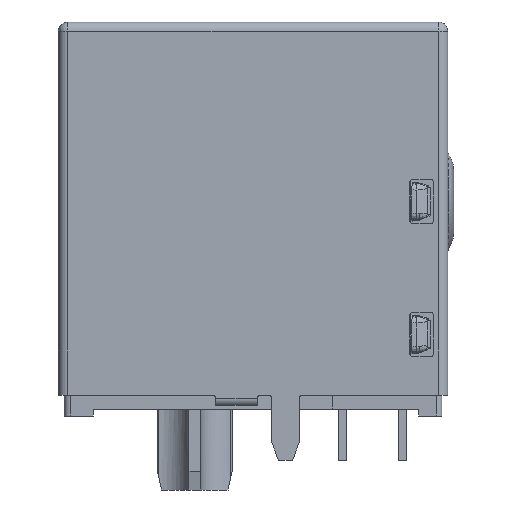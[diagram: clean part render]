
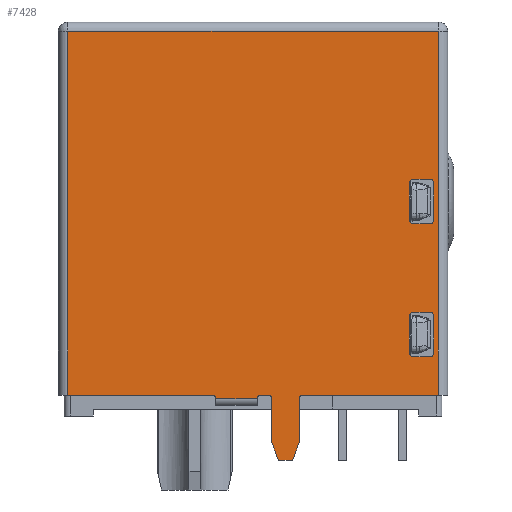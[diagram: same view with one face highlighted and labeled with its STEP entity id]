
A CAD part, left-side view. The second image highlights one B-rep face of the part: STEP entity #7428.
In plain terms, the highlighted planar face has unit normal (-1, 0, 0).
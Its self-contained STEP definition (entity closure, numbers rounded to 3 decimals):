
#355=DIRECTION('',(0.,0.,1.));
#356=VECTOR('',#355,1.6);
#357=CARTESIAN_POINT('',(-8.025,-6.7,-8.5));
#358=LINE('',#357,#356);
#359=CARTESIAN_POINT('',(-8.025,-6.85,-8.5));
#360=DIRECTION('',(1.,0.,0.));
#361=DIRECTION('',(0.,0.,-1.));
#362=AXIS2_PLACEMENT_3D('',#359,#360,#361);
#364=DIRECTION('',(0.,1.,0.));
#365=VECTOR('',#364,0.75);
#366=CARTESIAN_POINT('',(-8.025,-7.6,-8.65));
#367=LINE('',#366,#365);
#368=CARTESIAN_POINT('',(-8.025,-7.6,-8.5));
#369=DIRECTION('',(1.,0.,0.));
#370=DIRECTION('',(0.,-1.,0.));
#371=AXIS2_PLACEMENT_3D('',#368,#369,#370);
#373=DIRECTION('',(0.,0.,-1.));
#374=VECTOR('',#373,1.6);
#375=CARTESIAN_POINT('',(-8.025,-7.75,-6.9));
#376=LINE('',#375,#374);
#377=CARTESIAN_POINT('',(-8.025,-7.6,-6.9));
#378=DIRECTION('',(1.,0.,0.));
#379=DIRECTION('',(0.,0.,1.));
#380=AXIS2_PLACEMENT_3D('',#377,#378,#379);
#382=DIRECTION('',(0.,-1.,0.));
#383=VECTOR('',#382,0.75);
#384=CARTESIAN_POINT('',(-8.025,-6.85,-6.75));
#385=LINE('',#384,#383);
#386=CARTESIAN_POINT('',(-8.025,-6.85,-6.9));
#387=DIRECTION('',(1.,0.,0.));
#388=DIRECTION('',(0.,1.,0.));
#389=AXIS2_PLACEMENT_3D('',#386,#387,#388);
#391=DIRECTION('',(0.,0.,-1.));
#392=VECTOR('',#391,1.6);
#393=CARTESIAN_POINT('',(-8.025,-7.75,-12.6));
#394=LINE('',#393,#392);
#395=CARTESIAN_POINT('',(-8.025,-7.6,-12.6));
#396=DIRECTION('',(1.,0.,0.));
#397=DIRECTION('',(0.,0.,1.));
#398=AXIS2_PLACEMENT_3D('',#395,#396,#397);
#400=DIRECTION('',(0.,-1.,0.));
#401=VECTOR('',#400,0.75);
#402=CARTESIAN_POINT('',(-8.025,-6.85,-12.45));
#403=LINE('',#402,#401);
#404=CARTESIAN_POINT('',(-8.025,-6.85,-12.6));
#405=DIRECTION('',(1.,0.,0.));
#406=DIRECTION('',(0.,1.,0.));
#407=AXIS2_PLACEMENT_3D('',#404,#405,#406);
#409=DIRECTION('',(0.,0.,1.));
#410=VECTOR('',#409,1.6);
#411=CARTESIAN_POINT('',(-8.025,-6.7,-14.2));
#412=LINE('',#411,#410);
#413=CARTESIAN_POINT('',(-8.025,-6.85,-14.2));
#414=DIRECTION('',(1.,0.,0.));
#415=DIRECTION('',(0.,0.,-1.));
#416=AXIS2_PLACEMENT_3D('',#413,#414,#415);
#418=DIRECTION('',(0.,1.,0.));
#419=VECTOR('',#418,0.75);
#420=CARTESIAN_POINT('',(-8.025,-7.6,-14.35));
#421=LINE('',#420,#419);
#422=CARTESIAN_POINT('',(-8.025,-7.6,-14.2));
#423=DIRECTION('',(1.,0.,0.));
#424=DIRECTION('',(0.,-1.,0.));
#425=AXIS2_PLACEMENT_3D('',#422,#423,#424);
#427=DIRECTION('',(0.,0.,-1.));
#428=VECTOR('',#427,15.6);
#429=CARTESIAN_POINT('',(-8.025,-7.95,-0.4));
#430=LINE('',#429,#428);
#431=DIRECTION('',(0.,-1.,0.));
#432=VECTOR('',#431,5.81);
#433=CARTESIAN_POINT('',(-8.025,-2.14,-16.));
#434=LINE('',#433,#432);
#435=DIRECTION('',(0.,0.351,-0.936));
#436=VECTOR('',#435,0.854);
#437=CARTESIAN_POINT('',(-8.025,-1.99,-18.));
#438=LINE('',#437,#436);
#439=DIRECTION('',(0.,1.,0.));
#440=VECTOR('',#439,0.6);
#441=CARTESIAN_POINT('',(-8.025,-1.69,-18.8));
#442=LINE('',#441,#440);
#443=DIRECTION('',(0.,0.351,0.936));
#444=VECTOR('',#443,0.854);
#445=CARTESIAN_POINT('',(-8.025,-1.09,-18.8));
#446=LINE('',#445,#444);
#447=DIRECTION('',(0.,-1.,0.));
#448=VECTOR('',#447,0.3);
#449=CARTESIAN_POINT('',(-8.025,-0.34,-16.));
#450=LINE('',#449,#448);
#451=DIRECTION('',(0.,-1.,0.));
#452=VECTOR('',#451,1.8);
#453=CARTESIAN_POINT('',(-8.025,1.61,-16.15));
#454=LINE('',#453,#452);
#455=DIRECTION('',(0.,-1.,0.));
#456=VECTOR('',#455,6.19);
#457=CARTESIAN_POINT('',(-8.025,7.95,-16.));
#458=LINE('',#457,#456);
#459=DIRECTION('',(0.,0.,-1.));
#460=VECTOR('',#459,15.6);
#461=CARTESIAN_POINT('',(-8.025,7.95,-0.4));
#462=LINE('',#461,#460);
#463=DIRECTION('',(0.,-1.,0.));
#464=VECTOR('',#463,15.9);
#465=CARTESIAN_POINT('',(-8.025,7.95,-0.4));
#466=LINE('',#465,#464);
#4469=CARTESIAN_POINT('',(-8.025,-0.34,-16.15));
#4470=DIRECTION('',(1.,0.,0.));
#4471=DIRECTION('',(0.,1.,0.));
#4472=AXIS2_PLACEMENT_3D('',#4469,#4470,#4471);
#4474=CARTESIAN_POINT('',(-8.025,1.76,-16.15));
#4475=DIRECTION('',(1.,0.,0.));
#4476=DIRECTION('',(0.,0.,1.));
#4477=AXIS2_PLACEMENT_3D('',#4474,#4475,#4476);
#5688=CARTESIAN_POINT('',(-8.025,-0.64,-16.15));
#5689=DIRECTION('',(1.,0.,0.));
#5690=DIRECTION('',(0.,0.,1.));
#5691=AXIS2_PLACEMENT_3D('',#5688,#5689,#5690);
#5702=DIRECTION('',(0.,0.,-1.));
#5703=VECTOR('',#5702,1.85);
#5704=CARTESIAN_POINT('',(-8.025,-0.79,-16.15));
#5705=LINE('',#5704,#5703);
#5734=DIRECTION('',(0.,0.,1.));
#5735=VECTOR('',#5734,1.85);
#5736=CARTESIAN_POINT('',(-8.025,-1.99,-18.));
#5737=LINE('',#5736,#5735);
#5743=CARTESIAN_POINT('',(-8.025,-2.14,-16.15));
#5744=DIRECTION('',(1.,0.,0.));
#5745=DIRECTION('',(0.,1.,0.));
#5746=AXIS2_PLACEMENT_3D('',#5743,#5744,#5745);
#6110=CARTESIAN_POINT('',(-8.025,-1.69,-18.8));
#6111=CARTESIAN_POINT('',(-8.025,-1.09,-18.8));
#6112=VERTEX_POINT('',#6110);
#6113=VERTEX_POINT('',#6111);
#6118=CARTESIAN_POINT('',(-8.025,-1.99,-18.));
#6119=VERTEX_POINT('',#6118);
#6120=CARTESIAN_POINT('',(-8.025,-0.79,-18.));
#6121=VERTEX_POINT('',#6120);
#6534=CARTESIAN_POINT('',(-8.025,-7.95,-0.4));
#6535=CARTESIAN_POINT('',(-8.025,-7.95,-16.));
#6536=VERTEX_POINT('',#6534);
#6537=VERTEX_POINT('',#6535);
#6542=CARTESIAN_POINT('',(-8.025,7.95,-0.4));
#6543=VERTEX_POINT('',#6542);
#6548=CARTESIAN_POINT('',(-8.025,7.95,-16.));
#6549=VERTEX_POINT('',#6548);
#6614=CARTESIAN_POINT('',(-8.025,-0.64,-16.));
#6616=VERTEX_POINT('',#6614);
#6618=CARTESIAN_POINT('',(-8.025,-0.79,-16.15));
#6620=VERTEX_POINT('',#6618);
#6623=CARTESIAN_POINT('',(-8.025,-2.14,-16.));
#6625=VERTEX_POINT('',#6623);
#6627=CARTESIAN_POINT('',(-8.025,-1.99,-16.15));
#6629=VERTEX_POINT('',#6627);
#6632=CARTESIAN_POINT('',(-8.025,-0.34,-16.));
#6633=VERTEX_POINT('',#6632);
#6852=CARTESIAN_POINT('',(-8.025,-6.7,-8.5));
#6853=VERTEX_POINT('',#6852);
#6854=CARTESIAN_POINT('',(-8.025,-6.7,-6.9));
#6855=VERTEX_POINT('',#6854);
#6856=CARTESIAN_POINT('',(-8.025,-6.85,-6.75));
#6857=VERTEX_POINT('',#6856);
#6858=CARTESIAN_POINT('',(-8.025,-7.6,-6.75));
#6859=VERTEX_POINT('',#6858);
#6860=CARTESIAN_POINT('',(-8.025,-7.75,-6.9));
#6861=VERTEX_POINT('',#6860);
#6862=CARTESIAN_POINT('',(-8.025,-7.75,-8.5));
#6863=VERTEX_POINT('',#6862);
#6864=CARTESIAN_POINT('',(-8.025,-7.6,-8.65));
#6865=VERTEX_POINT('',#6864);
#6866=CARTESIAN_POINT('',(-8.025,-6.85,-8.65));
#6867=VERTEX_POINT('',#6866);
#6868=CARTESIAN_POINT('',(-8.025,-7.75,-12.6));
#6869=VERTEX_POINT('',#6868);
#6870=CARTESIAN_POINT('',(-8.025,-7.75,-14.2));
#6871=VERTEX_POINT('',#6870);
#6872=CARTESIAN_POINT('',(-8.025,-7.6,-14.35));
#6873=VERTEX_POINT('',#6872);
#6874=CARTESIAN_POINT('',(-8.025,-6.85,-14.35));
#6875=VERTEX_POINT('',#6874);
#6876=CARTESIAN_POINT('',(-8.025,-6.7,-14.2));
#6877=VERTEX_POINT('',#6876);
#6878=CARTESIAN_POINT('',(-8.025,-6.7,-12.6));
#6879=VERTEX_POINT('',#6878);
#6880=CARTESIAN_POINT('',(-8.025,-6.85,-12.45));
#6881=VERTEX_POINT('',#6880);
#6882=CARTESIAN_POINT('',(-8.025,-7.6,-12.45));
#6883=VERTEX_POINT('',#6882);
#7166=CARTESIAN_POINT('',(-8.025,1.76,-16.));
#7168=VERTEX_POINT('',#7166);
#7170=CARTESIAN_POINT('',(-8.025,1.61,-16.15));
#7172=VERTEX_POINT('',#7170);
#7177=CARTESIAN_POINT('',(-8.025,-0.19,
-16.15));
#7179=VERTEX_POINT('',#7177);
#7355=CARTESIAN_POINT('',(-8.025,8.35,0.));
#7356=DIRECTION('',(-1.,0.,0.));
#7357=DIRECTION('',(0.,-1.,0.));
#7358=AXIS2_PLACEMENT_3D('',#7355,#7356,#7357);
#7359=PLANE('',#7358);
#7361=ORIENTED_EDGE('',*,*,#7360,.T.);
#7363=ORIENTED_EDGE('',*,*,#7362,.F.);
#7365=ORIENTED_EDGE('',*,*,#7364,.F.);
#7367=ORIENTED_EDGE('',*,*,#7366,.F.);
#7369=ORIENTED_EDGE('',*,*,#7368,.T.);
#7371=ORIENTED_EDGE('',*,*,#7370,.T.);
#7373=ORIENTED_EDGE('',*,*,#7372,.T.);
#7375=ORIENTED_EDGE('',*,*,#7374,.F.);
#7377=ORIENTED_EDGE('',*,*,#7376,.F.);
#7379=ORIENTED_EDGE('',*,*,#7378,.F.);
#7381=ORIENTED_EDGE('',*,*,#7380,.F.);
#7383=ORIENTED_EDGE('',*,*,#7382,.F.);
#7385=ORIENTED_EDGE('',*,*,#7384,.F.);
#7387=ORIENTED_EDGE('',*,*,#7386,.F.);
#7388=ORIENTED_EDGE('',*,*,#7322,.F.);
#7389=ORIENTED_EDGE('',*,*,#7346,.T.);
#7390=EDGE_LOOP('',(#7361,#7363,#7365,#7367,#7369,#7371,#7373,#7375,#7377,#7379,
#7381,#7383,#7385,#7387,#7388,#7389));
#7391=FACE_OUTER_BOUND('',#7390,.F.);
#7393=ORIENTED_EDGE('',*,*,#7392,.F.);
#7395=ORIENTED_EDGE('',*,*,#7394,.F.);
#7397=ORIENTED_EDGE('',*,*,#7396,.F.);
#7399=ORIENTED_EDGE('',*,*,#7398,.F.);
#7401=ORIENTED_EDGE('',*,*,#7400,.F.);
#7403=ORIENTED_EDGE('',*,*,#7402,.F.);
#7405=ORIENTED_EDGE('',*,*,#7404,.F.);
#7407=ORIENTED_EDGE('',*,*,#7406,.F.);
#7408=EDGE_LOOP('',(#7393,#7395,#7397,#7399,#7401,#7403,#7405,#7407));
#7409=FACE_BOUND('',#7408,.F.);
#7411=ORIENTED_EDGE('',*,*,#7410,.F.);
#7413=ORIENTED_EDGE('',*,*,#7412,.F.);
#7415=ORIENTED_EDGE('',*,*,#7414,.F.);
#7417=ORIENTED_EDGE('',*,*,#7416,.F.);
#7419=ORIENTED_EDGE('',*,*,#7418,.F.);
#7421=ORIENTED_EDGE('',*,*,#7420,.F.);
#7423=ORIENTED_EDGE('',*,*,#7422,.F.);
#7425=ORIENTED_EDGE('',*,*,#7424,.F.);
#7426=EDGE_LOOP('',(#7411,#7413,#7415,#7417,#7419,#7421,#7423,#7425));
#7427=FACE_BOUND('',#7426,.F.);
#363=CIRCLE('',#362,0.15);
#372=CIRCLE('',#371,0.15);
#381=CIRCLE('',#380,0.15);
#390=CIRCLE('',#389,0.15);
#399=CIRCLE('',#398,0.15);
#408=CIRCLE('',#407,0.15);
#417=CIRCLE('',#416,0.15);
#426=CIRCLE('',#425,0.15);
#4473=CIRCLE('',#4472,0.15);
#4478=CIRCLE('',#4477,0.15);
#5692=CIRCLE('',#5691,0.15);
#5747=CIRCLE('',#5746,0.15);
#7322=EDGE_CURVE('',#6543,#6549,#462,.T.);
#7346=EDGE_CURVE('',#6543,#6536,#466,.T.);
#7360=EDGE_CURVE('',#6536,#6537,#430,.T.);
#7362=EDGE_CURVE('',#6625,#6537,#434,.T.);
#7364=EDGE_CURVE('',#6629,#6625,#5747,.T.);
#7366=EDGE_CURVE('',#6119,#6629,#5737,.T.);
#7368=EDGE_CURVE('',#6119,#6112,#438,.T.);
#7370=EDGE_CURVE('',#6112,#6113,#442,.T.);
#7372=EDGE_CURVE('',#6113,#6121,#446,.T.);
#7374=EDGE_CURVE('',#6620,#6121,#5705,.T.);
#7376=EDGE_CURVE('',#6616,#6620,#5692,.T.);
#7378=EDGE_CURVE('',#6633,#6616,#450,.T.);
#7380=EDGE_CURVE('',#7179,#6633,#4473,.T.);
#7382=EDGE_CURVE('',#7172,#7179,#454,.T.);
#7384=EDGE_CURVE('',#7168,#7172,#4478,.T.);
#7386=EDGE_CURVE('',#6549,#7168,#458,.T.);
#7392=EDGE_CURVE('',#6869,#6871,#394,.T.);
#7394=EDGE_CURVE('',#6883,#6869,#399,.T.);
#7396=EDGE_CURVE('',#6881,#6883,#403,.T.);
#7398=EDGE_CURVE('',#6879,#6881,#408,.T.);
#7400=EDGE_CURVE('',#6877,#6879,#412,.T.);
#7402=EDGE_CURVE('',#6875,#6877,#417,.T.);
#7404=EDGE_CURVE('',#6873,#6875,#421,.T.);
#7406=EDGE_CURVE('',#6871,#6873,#426,.T.);
#7410=EDGE_CURVE('',#6853,#6855,#358,.T.);
#7412=EDGE_CURVE('',#6867,#6853,#363,.T.);
#7414=EDGE_CURVE('',#6865,#6867,#367,.T.);
#7416=EDGE_CURVE('',#6863,#6865,#372,.T.);
#7418=EDGE_CURVE('',#6861,#6863,#376,.T.);
#7420=EDGE_CURVE('',#6859,#6861,#381,.T.);
#7422=EDGE_CURVE('',#6857,#6859,#385,.T.);
#7424=EDGE_CURVE('',#6855,#6857,#390,.T.);
#7428=ADVANCED_FACE('',(#7391,#7409,#7427),#7359,.T.);
